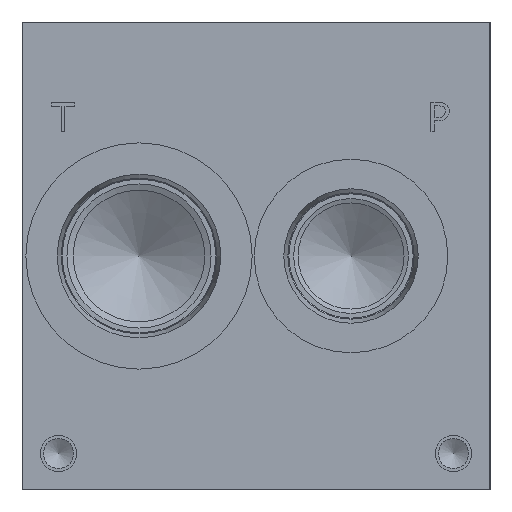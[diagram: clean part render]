
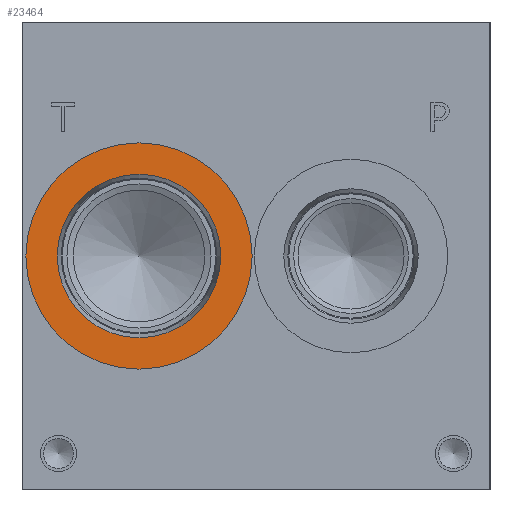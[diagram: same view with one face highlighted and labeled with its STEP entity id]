
A CAD part, left-side view. The second image highlights one B-rep face of the part: STEP entity #23464.
In plain terms, the highlighted planar face has unit normal (-1, 0, 0).
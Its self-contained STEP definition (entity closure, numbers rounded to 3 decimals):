
#867=CIRCLE('',#24639,24.562);
#868=CIRCLE('',#24640,24.562);
#869=CIRCLE('',#24642,17.755);
#870=CIRCLE('',#24643,17.755);
#2216=FACE_BOUND('',#4574,.T.);
#3198=FACE_OUTER_BOUND('',#4573,.T.);
#4573=EDGE_LOOP('',(#19192,#19193));
#4574=EDGE_LOOP('',(#19194,#19195));
#10538=VERTEX_POINT('',#39595);
#10539=VERTEX_POINT('',#39597);
#10540=VERTEX_POINT('',#39601);
#10541=VERTEX_POINT('',#39602);
#13618=EDGE_CURVE('',#10538,#10539,#867,.T.);
#13619=EDGE_CURVE('',#10539,#10538,#868,.T.);
#13620=EDGE_CURVE('',#10540,#10541,#869,.T.);
#13621=EDGE_CURVE('',#10541,#10540,#870,.T.);
#19192=ORIENTED_EDGE('',*,*,#13619,.F.);
#19193=ORIENTED_EDGE('',*,*,#13618,.F.);
#19194=ORIENTED_EDGE('',*,*,#13620,.T.);
#19195=ORIENTED_EDGE('',*,*,#13621,.T.);
#21821=PLANE('',#24641);
#23464=ADVANCED_FACE('',(#3198,#2216),#21821,.F.);
#24639=AXIS2_PLACEMENT_3D('',#39598,#28824,#28825);
#24640=AXIS2_PLACEMENT_3D('',#39599,#28826,#28827);
#24641=AXIS2_PLACEMENT_3D('',#39600,#28828,#28829);
#24642=AXIS2_PLACEMENT_3D('',#39603,#28830,#28831);
#24643=AXIS2_PLACEMENT_3D('',#39604,#28832,#28833);
#28824=DIRECTION('center_axis',(1.,0.,0.));
#28825=DIRECTION('ref_axis',(0.,0.,-1.));
#28826=DIRECTION('center_axis',(1.,0.,0.));
#28827=DIRECTION('ref_axis',(0.,0.,-1.));
#28828=DIRECTION('center_axis',(1.,0.,0.));
#28829=DIRECTION('ref_axis',(0.,0.,-1.));
#28830=DIRECTION('center_axis',(1.,0.,0.));
#28831=DIRECTION('ref_axis',(0.,0.,-1.));
#28832=DIRECTION('center_axis',(1.,0.,0.));
#28833=DIRECTION('ref_axis',(0.,0.,-1.));
#39595=CARTESIAN_POINT('',(0.787,76.2,26.238));
#39597=CARTESIAN_POINT('',(0.787,76.2,75.362));
#39598=CARTESIAN_POINT('Origin',(0.787,76.2,50.8));
#39599=CARTESIAN_POINT('Origin',(0.787,76.2,50.8));
#39600=CARTESIAN_POINT('Origin',(0.787,76.2,68.555));
#39601=CARTESIAN_POINT('',(0.787,76.2,68.555));
#39602=CARTESIAN_POINT('',(0.787,76.2,33.045));
#39603=CARTESIAN_POINT('Origin',(0.787,76.2,50.8));
#39604=CARTESIAN_POINT('Origin',(0.787,76.2,50.8));
